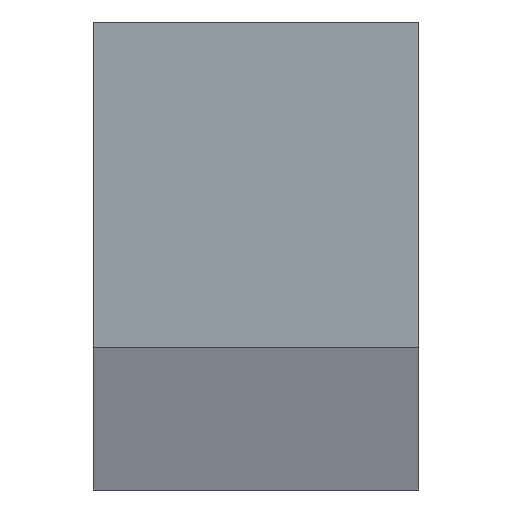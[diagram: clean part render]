
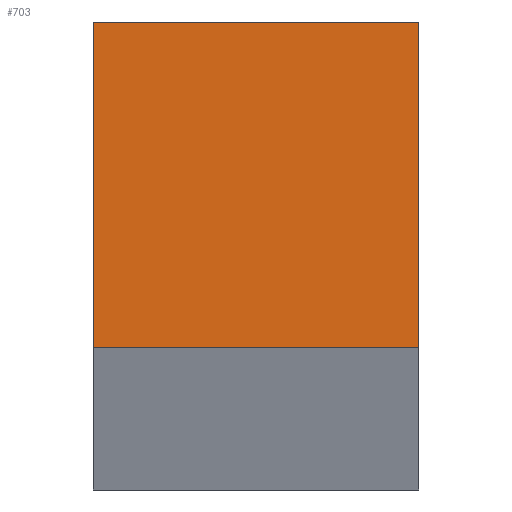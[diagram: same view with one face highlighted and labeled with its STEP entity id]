
A CAD part, top view. The second image highlights one B-rep face of the part: STEP entity #703.
In plain terms, the highlighted planar face has unit normal (0, 0, 1).
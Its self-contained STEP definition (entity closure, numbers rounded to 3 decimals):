
#448 = LINE ( 'NONE', #9109, #10484 ) ;
#663 = DIRECTION ( 'NONE',  ( 0., 0., 1. ) ) ;
#672 = AXIS2_PLACEMENT_3D ( 'NONE', #13056, #663, #12192 ) ;
#703 = ADVANCED_FACE ( 'NONE', ( #6575 ), #13223, .T. ) ;
#1841 = ORIENTED_EDGE ( 'NONE', *, *, #9793, .T. ) ;
#2077 = ORIENTED_EDGE ( 'NONE', *, *, #10441, .T. ) ;
#3393 = CARTESIAN_POINT ( 'NONE',  ( 6., 6., 1500. ) ) ;
#3602 = VERTEX_POINT ( 'NONE', #11615 ) ;
#4513 = VECTOR ( 'NONE', #9984, 1000. ) ;
#4535 = LINE ( 'NONE', #3393, #9708 ) ;
#4557 = ORIENTED_EDGE ( 'NONE', *, *, #9352, .T. ) ;
#4811 = EDGE_LOOP ( 'NONE', ( #4557, #2077, #10395, #1841 ) ) ;
#5046 = LINE ( 'NONE', #6663, #12959 ) ;
#5058 = CARTESIAN_POINT ( 'NONE',  ( -6., -6., 1500. ) ) ;
#5894 = DIRECTION ( 'NONE',  ( 0., -1., 0. ) ) ;
#6169 = CARTESIAN_POINT ( 'NONE',  ( -6., 6., 1500. ) ) ;
#6575 = FACE_OUTER_BOUND ( 'NONE', #4811, .T. ) ;
#6663 = CARTESIAN_POINT ( 'NONE',  ( -6., 6., 1500. ) ) ;
#6797 = CARTESIAN_POINT ( 'NONE',  ( -6., 6., 1500. ) ) ;
#6933 = EDGE_CURVE ( 'NONE', #11046, #7356, #5046, .T. ) ;
#7356 = VERTEX_POINT ( 'NONE', #5058 ) ;
#7382 = CARTESIAN_POINT ( 'NONE',  ( 6., 6., 1500. ) ) ;
#8281 = VERTEX_POINT ( 'NONE', #7382 ) ;
#9049 = LINE ( 'NONE', #6797, #4513 ) ;
#9109 = CARTESIAN_POINT ( 'NONE',  ( -6., -6., 1500. ) ) ;
#9352 = EDGE_CURVE ( 'NONE', #3602, #8281, #4535, .T. ) ;
#9618 = DIRECTION ( 'NONE',  ( 0., 1., 0. ) ) ;
#9708 = VECTOR ( 'NONE', #9618, 1000. ) ;
#9793 = EDGE_CURVE ( 'NONE', #7356, #3602, #448, .T. ) ;
#9984 = DIRECTION ( 'NONE',  ( -1., 0., 0. ) ) ;
#10006 = DIRECTION ( 'NONE',  ( 1., 0., 0. ) ) ;
#10395 = ORIENTED_EDGE ( 'NONE', *, *, #6933, .T. ) ;
#10441 = EDGE_CURVE ( 'NONE', #8281, #11046, #9049, .T. ) ;
#10484 = VECTOR ( 'NONE', #10006, 1000. ) ;
#11046 = VERTEX_POINT ( 'NONE', #6169 ) ;
#11615 = CARTESIAN_POINT ( 'NONE',  ( 6., -6., 1500. ) ) ;
#12192 = DIRECTION ( 'NONE',  ( 1., 0., 0. ) ) ;
#12959 = VECTOR ( 'NONE', #5894, 1000. ) ;
#13056 = CARTESIAN_POINT ( 'NONE',  ( 0., 0., 1500. ) ) ;
#13223 = PLANE ( 'NONE',  #672 ) ;
